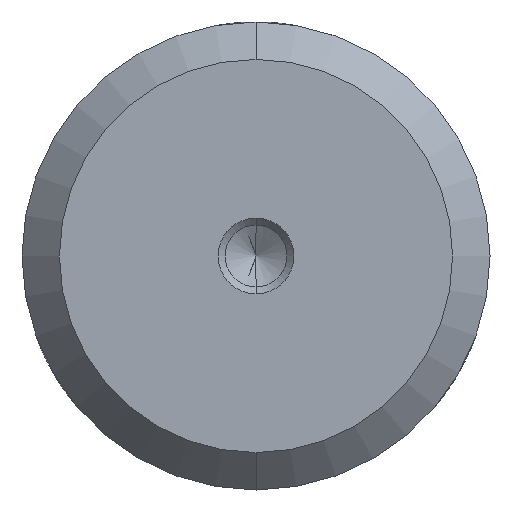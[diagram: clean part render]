
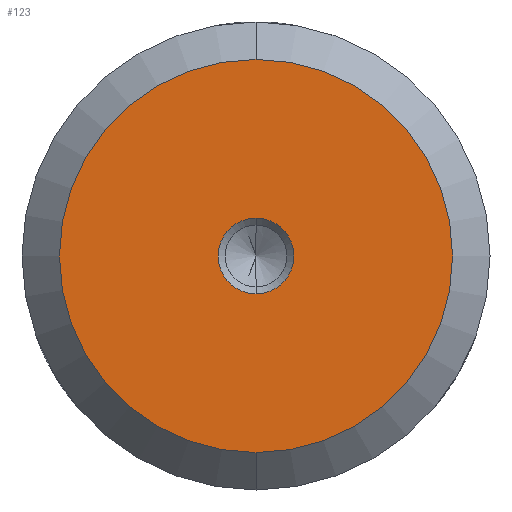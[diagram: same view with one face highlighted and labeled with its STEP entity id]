
A CAD part, front view. The second image highlights one B-rep face of the part: STEP entity #123.
In plain terms, the highlighted planar face has unit normal (0, -1, 0).
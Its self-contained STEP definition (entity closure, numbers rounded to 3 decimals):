
#74 = FACE_OUTER_BOUND ( 'NONE', #688, .T. ) ;
#87 = DIRECTION ( 'NONE',  ( 0., 0., -1. ) ) ;
#123 = ADVANCED_FACE ( 'NONE', ( #172, #74 ), #555, .T. ) ;
#142 = DIRECTION ( 'NONE',  ( 0., 0., -1. ) ) ;
#168 = VERTEX_POINT ( 'NONE', #654 ) ;
#172 = FACE_BOUND ( 'NONE', #1089, .T. ) ;
#252 = ORIENTED_EDGE ( 'NONE', *, *, #794, .F. ) ;
#261 = CIRCLE ( 'NONE', #374, 10.5 ) ;
#265 = AXIS2_PLACEMENT_3D ( 'NONE', #1004, #810, #1012 ) ;
#273 = EDGE_CURVE ( 'NONE', #168, #650, #261, .T. ) ;
#296 = VERTEX_POINT ( 'NONE', #350 ) ;
#350 = CARTESIAN_POINT ( 'NONE',  ( 0., 0., 2.025 ) ) ;
#363 = CIRCLE ( 'NONE', #1073, 2.025 ) ;
#369 = CARTESIAN_POINT ( 'NONE',  ( 0., 0., 0. ) ) ;
#374 = AXIS2_PLACEMENT_3D ( 'NONE', #909, #1094, #807 ) ;
#460 = CIRCLE ( 'NONE', #265, 2.025 ) ;
#465 = CARTESIAN_POINT ( 'NONE',  ( 0., 0., 0. ) ) ;
#523 = ORIENTED_EDGE ( 'NONE', *, *, #1098, .F. ) ;
#555 = PLANE ( 'NONE',  #709 ) ;
#650 = VERTEX_POINT ( 'NONE', #813 ) ;
#654 = CARTESIAN_POINT ( 'NONE',  ( 0., 0., -10.5 ) ) ;
#656 = ORIENTED_EDGE ( 'NONE', *, *, #273, .T. ) ;
#678 = CARTESIAN_POINT ( 'NONE',  ( 0., 0., -2.025 ) ) ;
#688 = EDGE_LOOP ( 'NONE', ( #1059, #656 ) ) ;
#709 = AXIS2_PLACEMENT_3D ( 'NONE', #465, #1213, #751 ) ;
#751 = DIRECTION ( 'NONE',  ( 0., 0., -1. ) ) ;
#794 = EDGE_CURVE ( 'NONE', #1033, #296, #363, .T. ) ;
#807 = DIRECTION ( 'NONE',  ( 0., 0., -1. ) ) ;
#810 = DIRECTION ( 'NONE',  ( 0., -1., 0. ) ) ;
#813 = CARTESIAN_POINT ( 'NONE',  ( 0., 0., 10.5 ) ) ;
#837 = DIRECTION ( 'NONE',  ( 0., -1., 0. ) ) ;
#905 = DIRECTION ( 'NONE',  ( 0., -1., 0. ) ) ;
#909 = CARTESIAN_POINT ( 'NONE',  ( 0., 0., 0. ) ) ;
#915 = CIRCLE ( 'NONE', #1185, 10.5 ) ;
#967 = EDGE_CURVE ( 'NONE', #650, #168, #915, .T. ) ;
#1004 = CARTESIAN_POINT ( 'NONE',  ( 0., 0., 0. ) ) ;
#1012 = DIRECTION ( 'NONE',  ( 0., 0., -1. ) ) ;
#1033 = VERTEX_POINT ( 'NONE', #678 ) ;
#1059 = ORIENTED_EDGE ( 'NONE', *, *, #967, .T. ) ;
#1073 = AXIS2_PLACEMENT_3D ( 'NONE', #1191, #905, #142 ) ;
#1089 = EDGE_LOOP ( 'NONE', ( #252, #523 ) ) ;
#1094 = DIRECTION ( 'NONE',  ( 0., -1., 0. ) ) ;
#1098 = EDGE_CURVE ( 'NONE', #296, #1033, #460, .T. ) ;
#1185 = AXIS2_PLACEMENT_3D ( 'NONE', #369, #837, #87 ) ;
#1191 = CARTESIAN_POINT ( 'NONE',  ( 0., 0., 0. ) ) ;
#1213 = DIRECTION ( 'NONE',  ( 0., -1., 0. ) ) ;
